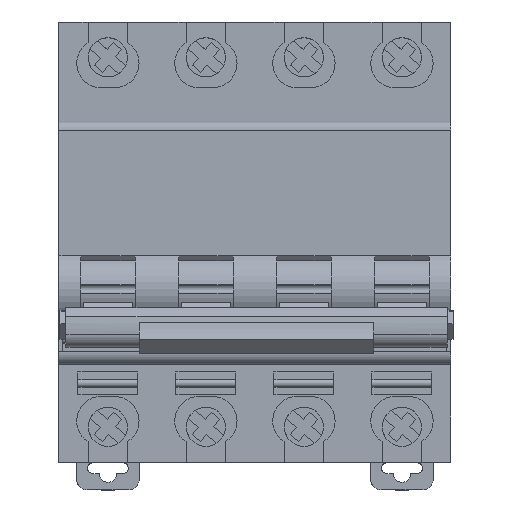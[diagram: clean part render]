
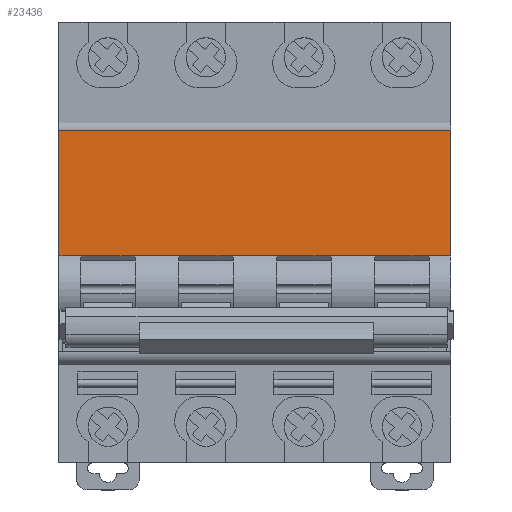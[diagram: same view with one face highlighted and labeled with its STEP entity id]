
A CAD part, top view. The second image highlights one B-rep face of the part: STEP entity #23436.
In plain terms, the highlighted planar face has unit normal (0, 0, 1).
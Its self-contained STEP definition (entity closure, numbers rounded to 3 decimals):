
#555=DIRECTION('',(0.,-1.,0.));
#556=VECTOR('',#555,23.013);
#557=CARTESIAN_POINT('',(0.,60.908,-3.397));
#558=LINE('',#557,#556);
#3941=DIRECTION('',(1.,0.,0.));
#3942=VECTOR('',#3941,4.);
#3943=CARTESIAN_POINT('',(68.,37.895,-3.397));
#3944=LINE('',#3943,#3942);
#4972=DIRECTION('',(0.,1.,0.));
#4973=VECTOR('',#4972,0.026);
#4974=CARTESIAN_POINT('',(40.,37.895,-3.397));
#4975=LINE('',#4974,#4973);
#5068=DIRECTION('',(0.,1.,0.));
#5069=VECTOR('',#5068,0.026);
#5070=CARTESIAN_POINT('',(58.,37.895,-3.397));
#5071=LINE('',#5070,#5069);
#5091=DIRECTION('',(1.,0.,0.));
#5092=VECTOR('',#5091,8.);
#5093=CARTESIAN_POINT('',(50.,37.895,-3.397));
#5094=LINE('',#5093,#5092);
#5099=DIRECTION('',(0.,-1.,0.));
#5100=VECTOR('',#5099,23.013);
#5101=CARTESIAN_POINT('',(72.,60.908,-3.397));
#5102=LINE('',#5101,#5100);
#5103=DIRECTION('',(0.,1.,0.));
#5104=VECTOR('',#5103,0.026);
#5105=CARTESIAN_POINT('',(68.,37.895,-3.397));
#5106=LINE('',#5105,#5104);
#5107=DIRECTION('',(0.,1.,0.));
#5108=VECTOR('',#5107,0.026);
#5109=CARTESIAN_POINT('',(50.,37.895,-3.397));
#5110=LINE('',#5109,#5108);
#5111=DIRECTION('',(0.,1.,0.));
#5112=VECTOR('',#5111,0.026);
#5113=CARTESIAN_POINT('',(32.,37.895,-3.397));
#5114=LINE('',#5113,#5112);
#5115=DIRECTION('',(0.,1.,0.));
#5116=VECTOR('',#5115,0.026);
#5117=CARTESIAN_POINT('',(14.,37.895,-3.397));
#5118=LINE('',#5117,#5116);
#5123=DIRECTION('',(-1.,0.,0.));
#5124=VECTOR('',#5123,72.);
#5125=CARTESIAN_POINT('',(72.,60.908,-3.397));
#5126=LINE('',#5125,#5124);
#8503=DIRECTION('',(1.,0.,0.));
#8504=VECTOR('',#8503,10.);
#8505=CARTESIAN_POINT('',(58.,37.922,-3.397));
#8506=LINE('',#8505,#8504);
#8698=DIRECTION('',(0.,1.,0.));
#8699=VECTOR('',#8698,0.026);
#8700=CARTESIAN_POINT('',(22.,37.895,-3.397));
#8701=LINE('',#8700,#8699);
#8721=DIRECTION('',(1.,0.,0.));
#8722=VECTOR('',#8721,8.);
#8723=CARTESIAN_POINT('',(14.,37.895,-3.397));
#8724=LINE('',#8723,#8722);
#9200=DIRECTION('',(0.,1.,0.));
#9201=VECTOR('',#9200,0.026);
#9202=CARTESIAN_POINT('',(4.,37.895,-3.397));
#9203=LINE('',#9202,#9201);
#9227=DIRECTION('',(1.,0.,0.));
#9228=VECTOR('',#9227,4.);
#9229=CARTESIAN_POINT('',(0.,37.895,-3.397));
#9230=LINE('',#9229,#9228);
#9231=DIRECTION('',(1.,0.,0.));
#9232=VECTOR('',#9231,10.);
#9233=CARTESIAN_POINT('',(4.,37.922,-3.397));
#9234=LINE('',#9233,#9232);
#9303=DIRECTION('',(1.,0.,0.));
#9304=VECTOR('',#9303,10.);
#9305=CARTESIAN_POINT('',(22.,37.922,-3.397));
#9306=LINE('',#9305,#9304);
#9315=DIRECTION('',(1.,0.,0.));
#9316=VECTOR('',#9315,10.);
#9317=CARTESIAN_POINT('',(40.,37.922,-3.397));
#9318=LINE('',#9317,#9316);
#9319=DIRECTION('',(1.,0.,0.));
#9320=VECTOR('',#9319,8.);
#9321=CARTESIAN_POINT('',(32.,37.895,-3.397));
#9322=LINE('',#9321,#9320);
#13957=CARTESIAN_POINT('',(0.,60.908,-3.397));
#13958=VERTEX_POINT('',#13957);
#13959=CARTESIAN_POINT('',(0.,37.895,-3.397));
#13960=VERTEX_POINT('',#13959);
#14105=CARTESIAN_POINT('',(72.,37.895,-3.397));
#14106=VERTEX_POINT('',#14105);
#14107=CARTESIAN_POINT('',(72.,60.908,-3.397));
#14108=VERTEX_POINT('',#14107);
#14421=CARTESIAN_POINT('',(4.,37.895,-3.397));
#14423=VERTEX_POINT('',#14421);
#14428=CARTESIAN_POINT('',(4.,37.922,-3.397));
#14429=VERTEX_POINT('',#14428);
#14453=CARTESIAN_POINT('',(14.,37.922,-3.397));
#14454=VERTEX_POINT('',#14453);
#14455=CARTESIAN_POINT('',(14.,37.895,-3.397));
#14456=VERTEX_POINT('',#14455);
#14470=CARTESIAN_POINT('',(22.,37.895,-3.397));
#14472=VERTEX_POINT('',#14470);
#14473=CARTESIAN_POINT('',(22.,37.922,-3.397));
#14474=VERTEX_POINT('',#14473);
#14496=CARTESIAN_POINT('',(32.,37.922,-3.397));
#14497=VERTEX_POINT('',#14496);
#14498=CARTESIAN_POINT('',(32.,37.895,-3.397));
#14499=VERTEX_POINT('',#14498);
#14513=CARTESIAN_POINT('',(40.,37.895,-3.397));
#14515=VERTEX_POINT('',#14513);
#14516=CARTESIAN_POINT('',(40.,37.922,-3.397));
#14517=VERTEX_POINT('',#14516);
#14540=CARTESIAN_POINT('',(50.,37.922,-3.397));
#14541=VERTEX_POINT('',#14540);
#14542=CARTESIAN_POINT('',(50.,37.895,-3.397));
#14543=VERTEX_POINT('',#14542);
#14557=CARTESIAN_POINT('',(58.,37.895,-3.397));
#14559=VERTEX_POINT('',#14557);
#14560=CARTESIAN_POINT('',(58.,37.922,-3.397));
#14561=VERTEX_POINT('',#14560);
#14584=CARTESIAN_POINT('',(68.,37.922,-3.397));
#14585=VERTEX_POINT('',#14584);
#14586=CARTESIAN_POINT('',(68.,37.895,-3.397));
#14587=VERTEX_POINT('',#14586);
#23398=CARTESIAN_POINT('',(0.,60.908,-3.397));
#23399=DIRECTION('',(0.,0.,1.));
#23400=DIRECTION('',(0.,-1.,0.));
#23401=AXIS2_PLACEMENT_3D('',#23398,#23399,#23400);
#23402=PLANE('',#23401);
#23404=ORIENTED_EDGE('',*,*,#23403,.F.);
#23405=ORIENTED_EDGE('',*,*,#21530,.T.);
#23406=ORIENTED_EDGE('',*,*,#21866,.F.);
#23407=ORIENTED_EDGE('',*,*,#21889,.T.);
#23409=ORIENTED_EDGE('',*,*,#23408,.F.);
#23410=ORIENTED_EDGE('',*,*,#23371,.F.);
#23411=ORIENTED_EDGE('',*,*,#23388,.F.);
#23412=ORIENTED_EDGE('',*,*,#23328,.T.);
#23414=ORIENTED_EDGE('',*,*,#23413,.F.);
#23415=ORIENTED_EDGE('',*,*,#23279,.F.);
#23417=ORIENTED_EDGE('',*,*,#23416,.F.);
#23418=ORIENTED_EDGE('',*,*,#23235,.T.);
#23420=ORIENTED_EDGE('',*,*,#23419,.F.);
#23422=ORIENTED_EDGE('',*,*,#23421,.F.);
#23424=ORIENTED_EDGE('',*,*,#23423,.F.);
#23426=ORIENTED_EDGE('',*,*,#23425,.T.);
#23428=ORIENTED_EDGE('',*,*,#23427,.F.);
#23430=ORIENTED_EDGE('',*,*,#23429,.F.);
#23432=ORIENTED_EDGE('',*,*,#23431,.F.);
#23433=ORIENTED_EDGE('',*,*,#17777,.F.);
#23434=EDGE_LOOP('',(#23404,#23405,#23406,#23407,#23409,#23410,#23411,#23412,
#23414,#23415,#23417,#23418,#23420,#23422,#23424,#23426,#23428,#23430,#23432,
#23433));
#23435=FACE_OUTER_BOUND('',#23434,.F.);
#23436=ADVANCED_FACE('',(#23435),#23402,.T.);
#17777=EDGE_CURVE('',#13958,#13960,#558,.T.);
#21530=EDGE_CURVE('',#14108,#14106,#5102,.T.);
#21866=EDGE_CURVE('',#14587,#14106,#3944,.T.);
#21889=EDGE_CURVE('',#14587,#14585,#5106,.T.);
#23235=EDGE_CURVE('',#14499,#14497,#5114,.T.);
#23279=EDGE_CURVE('',#14515,#14517,#4975,.T.);
#23328=EDGE_CURVE('',#14543,#14541,#5110,.T.);
#23371=EDGE_CURVE('',#14559,#14561,#5071,.T.);
#23388=EDGE_CURVE('',#14543,#14559,#5094,.T.);
#23403=EDGE_CURVE('',#14108,#13958,#5126,.T.);
#23408=EDGE_CURVE('',#14561,#14585,#8506,.T.);
#23413=EDGE_CURVE('',#14517,#14541,#9318,.T.);
#23416=EDGE_CURVE('',#14499,#14515,#9322,.T.);
#23419=EDGE_CURVE('',#14474,#14497,#9306,.T.);
#23421=EDGE_CURVE('',#14472,#14474,#8701,.T.);
#23423=EDGE_CURVE('',#14456,#14472,#8724,.T.);
#23425=EDGE_CURVE('',#14456,#14454,#5118,.T.);
#23427=EDGE_CURVE('',#14429,#14454,#9234,.T.);
#23429=EDGE_CURVE('',#14423,#14429,#9203,.T.);
#23431=EDGE_CURVE('',#13960,#14423,#9230,.T.);
